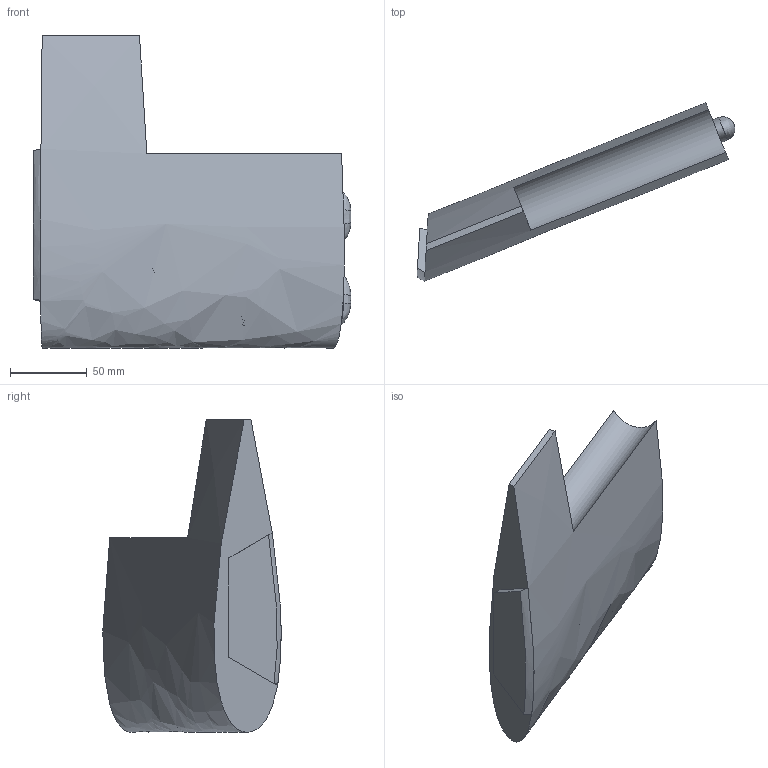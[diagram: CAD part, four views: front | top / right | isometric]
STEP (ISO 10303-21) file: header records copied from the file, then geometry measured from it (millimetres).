
FILE_DESCRIPTION(/* description */ (''),/* implementation_level */ '2;1');
FILE_NAME(/* name */ 'Tail4.stp',/* time_stamp */ '2026-01-16T14:09:57-05:00',/* author */ ('mateo'),/* organization */ (''),/* preprocessor_version */ 'ST-DEVELOPER v20.1',/* originating_system */ 'Autodesk Inventor 2026',/* authorisation */ '');
FILE_SCHEMA (('AUTOMOTIVE_DESIGN { 1 0 10303 214 3 1 1 }'));
Length unit declared in the file: millimetre
Products named in the file (1): Redone-Tail
Bounding box: 207.63 x 116.49 x 204 mm (x, y, z)
Volume: 369332.3 mm3; surface area: 189065.1 mm2
Topology: 1 solids, 15 shells, 117 faces, 262 edges, 174 vertices
Faces by surface type: plane 78, bspline 37, cylinder 2
Full cylindrical faces by diameter (mm): 1.5 x1
Entity records: 12384 total; most frequent: CARTESIAN_POINT 10136, ORIENTED_EDGE 516, DIRECTION 294, EDGE_CURVE 258, VERTEX_POINT 174, B_SPLINE_CURVE_WITH_KNOTS 137, EDGE_LOOP 120, FACE_OUTER_BOUND 117
